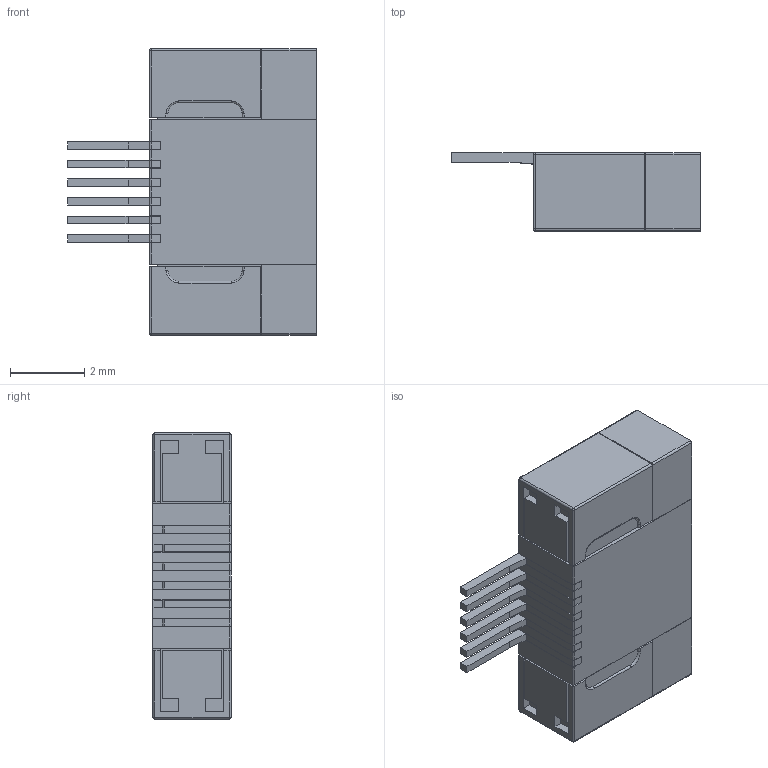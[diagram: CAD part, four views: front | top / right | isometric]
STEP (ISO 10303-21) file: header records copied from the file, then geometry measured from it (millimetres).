
FILE_DESCRIPTION (( 'STEP AP214' ), '1' );
FILE_NAME ('User Library-FFC 6x05.STEP', '2020-09-14T06:02:12', ( '' ), ( '' ), 'SwSTEP 2.0', 'SolidWorks 2020', '' );
FILE_SCHEMA (( 'AUTOMOTIVE_DESIGN' ));
Length unit declared in the file: millimetre
Products named in the file (1): User Library-FFC 6x05
Bounding box: 6.7 x 2.1 x 7.7 mm (x, y, z)
Volume: 62.5 mm3; surface area: 305.8 mm2
Topology: 4 solids, 4 shells, 247 faces, 671 edges, 440 vertices
Faces by surface type: plane 190, cylinder 45, bspline 12
Entity records: 8501 total; most frequent: CARTESIAN_POINT 1631, ORIENTED_EDGE 1334, DIRECTION 1229, EDGE_CURVE 667, LINE 561, VECTOR 561, VERTEX_POINT 440, AXIS2_PLACEMENT_3D 334
